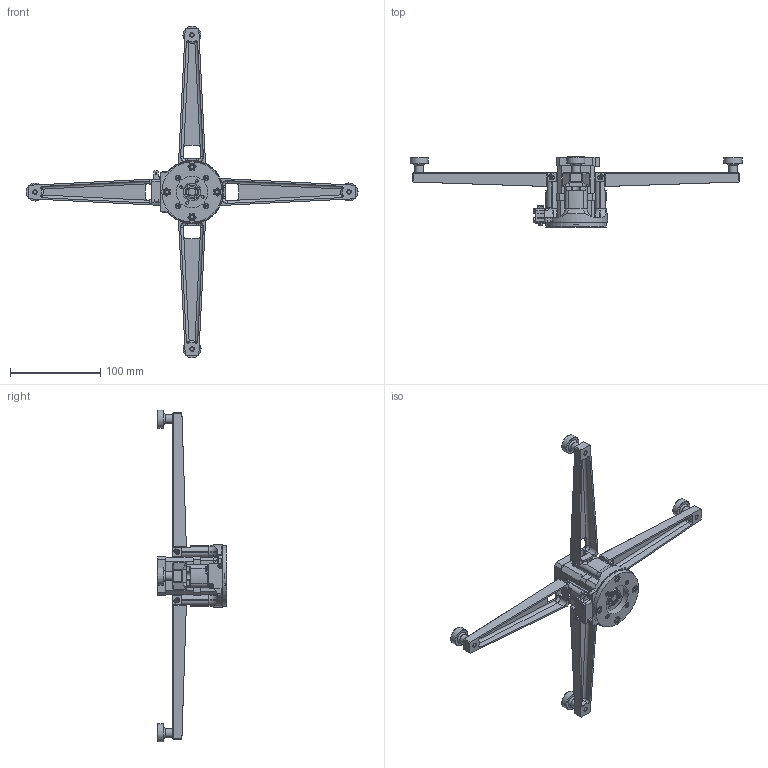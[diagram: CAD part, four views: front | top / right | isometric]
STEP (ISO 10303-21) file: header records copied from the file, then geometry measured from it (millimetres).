
FILE_DESCRIPTION(/* description */ (''),/* implementation_level */ '2;1');
FILE_NAME(/* name */ 'base_link.stp',/* time_stamp */ '2021-11-24T19:20:25+01:00',/* author */ ('Teo'),/* organization */ (''),/* preprocessor_version */ 'ST-DEVELOPER v18.1',/* originating_system */ 'Autodesk Inventor 2022',/* authorisation */ '');
FILE_SCHEMA (('AUTOMOTIVE_DESIGN { 1 0 10303 214 3 1 1 }'));
Length unit declared in the file: millimetre
Products named in the file (1): base_link
Bounding box: 368.6 x 77.5 x 368.6 mm (x, y, z)
Volume: 263981 mm3; surface area: 113564 mm2
Topology: 16 solids, 31 shells, 1234 faces, 3177 edges, 2012 vertices
Faces by surface type: plane 656, cylinder 335, cone 113, torus 90, bspline 28, sphere 12
Full cylindrical faces by diameter (mm): 0.6 x9, 1.016 x5, 1.5 x3, 2.5 x2, 3 x20, 3.25 x2, 3.3 x4, 4.134 x4, 5 x5, 5.5 x14, 6 x4, 8 x5, 8.5 x4, 9.1 x2, 10 x4, 11 x2, 11.52 x4, 15 x2, 15.48 x4, 19 x4, 20 x4, 30 x1, 35 x1, 37 x1, 38 x2, 67 x1
Entity records: 42169 total; most frequent: CARTESIAN_POINT 10540, DIRECTION 6517, ORIENTED_EDGE 6302, EDGE_CURVE 3151, AXIS2_PLACEMENT_3D 2482, VERTEX_POINT 2058, LINE 1553, VECTOR 1553
